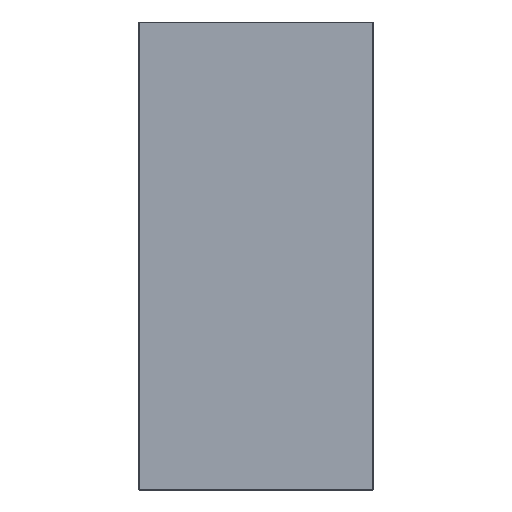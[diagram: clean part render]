
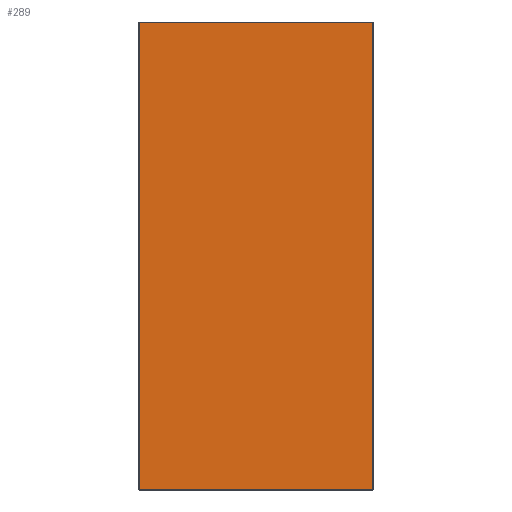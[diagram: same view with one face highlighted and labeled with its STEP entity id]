
A CAD part, left-side view. The second image highlights one B-rep face of the part: STEP entity #289.
In plain terms, the highlighted planar face has unit normal (-1, 0, 0).
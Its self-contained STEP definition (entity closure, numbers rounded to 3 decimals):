
#48 = EDGE_CURVE ( 'NONE', #954, #2833, #489, .T. ) ;
#69 = PLANE ( 'NONE',  #1287 ) ;
#78 = DIRECTION ( 'NONE',  ( -1., 0., 0. ) ) ;
#85 = VECTOR ( 'NONE', #953, 1000. ) ;
#289 = ADVANCED_FACE ( 'NONE', ( #1308 ), #69, .T. ) ;
#295 = VERTEX_POINT ( 'NONE', #1639 ) ;
#445 = CARTESIAN_POINT ( 'NONE',  ( -1.251, 1., 1.001 ) ) ;
#466 = VECTOR ( 'NONE', #891, 1000. ) ;
#489 = LINE ( 'NONE', #445, #1810 ) ;
#736 = LINE ( 'NONE', #2219, #1393 ) ;
#754 = ORIENTED_EDGE ( 'NONE', *, *, #2379, .T. ) ;
#763 = LINE ( 'NONE', #2763, #85 ) ;
#891 = DIRECTION ( 'NONE',  ( 0., 0., 1. ) ) ;
#953 = DIRECTION ( 'NONE',  ( 0., 0., -1. ) ) ;
#954 = VERTEX_POINT ( 'NONE', #1921 ) ;
#1085 = EDGE_CURVE ( 'NONE', #1586, #295, #736, .T. ) ;
#1222 = ORIENTED_EDGE ( 'NONE', *, *, #1085, .T. ) ;
#1287 = AXIS2_PLACEMENT_3D ( 'NONE', #1582, #78, #1880 ) ;
#1308 = FACE_OUTER_BOUND ( 'NONE', #1335, .T. ) ;
#1335 = EDGE_LOOP ( 'NONE', ( #1222, #1762, #3130, #754 ) ) ;
#1393 = VECTOR ( 'NONE', #2208, 1000. ) ;
#1524 = EDGE_CURVE ( 'NONE', #295, #954, #3276, .T. ) ;
#1582 = CARTESIAN_POINT ( 'NONE',  ( -1.251, 0., 0. ) ) ;
#1586 = VERTEX_POINT ( 'NONE', #2760 ) ;
#1639 = CARTESIAN_POINT ( 'NONE',  ( -1.251, 0., -1. ) ) ;
#1762 = ORIENTED_EDGE ( 'NONE', *, *, #1524, .T. ) ;
#1810 = VECTOR ( 'NONE', #1948, 1000. ) ;
#1880 = DIRECTION ( 'NONE',  ( 0., 0., 1. ) ) ;
#1921 = CARTESIAN_POINT ( 'NONE',  ( -1.251, 0., 1.001 ) ) ;
#1948 = DIRECTION ( 'NONE',  ( 0., 1., 0. ) ) ;
#2156 = CARTESIAN_POINT ( 'NONE',  ( -1.251, 0., -1. ) ) ;
#2200 = CARTESIAN_POINT ( 'NONE',  ( -1.251, 1., 1.001 ) ) ;
#2208 = DIRECTION ( 'NONE',  ( 0., -1., 0. ) ) ;
#2219 = CARTESIAN_POINT ( 'NONE',  ( -1.251, 1., -1. ) ) ;
#2379 = EDGE_CURVE ( 'NONE', #2833, #1586, #763, .T. ) ;
#2760 = CARTESIAN_POINT ( 'NONE',  ( -1.251, 1., -1. ) ) ;
#2763 = CARTESIAN_POINT ( 'NONE',  ( -1.251, 1., -1. ) ) ;
#2833 = VERTEX_POINT ( 'NONE', #2200 ) ;
#3130 = ORIENTED_EDGE ( 'NONE', *, *, #48, .T. ) ;
#3276 = LINE ( 'NONE', #2156, #466 ) ;
